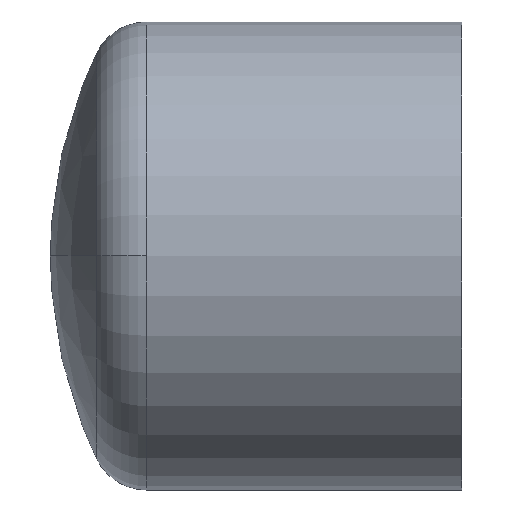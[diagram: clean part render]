
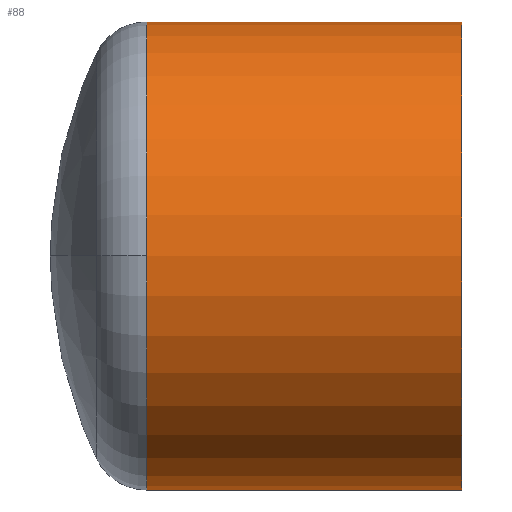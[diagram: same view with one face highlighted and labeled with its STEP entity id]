
A CAD part, top view. The second image highlights one B-rep face of the part: STEP entity #88.
In plain terms, the highlighted cylindrical face has radius 140 mm (diameter 280 mm), a partial arc.
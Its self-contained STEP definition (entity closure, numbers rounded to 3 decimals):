
#88 = ADVANCED_FACE( '', ( #225 ), #226, .T. );
#90 = EDGE_CURVE( '', #194, #94, #228, .T. );
#94 = VERTEX_POINT( '', #233 );
#102 = EDGE_CURVE( '', #132, #136, #242, .T. );
#112 = EDGE_CURVE( '', #116, #132, #253, .T. );
#116 = VERTEX_POINT( '', #258 );
#132 = VERTEX_POINT( '', #277 );
#136 = VERTEX_POINT( '', #281 );
#148 = EDGE_CURVE( '', #116, #194, #294, .T. );
#170 = EDGE_CURVE( '', #94, #136, #318, .T. );
#194 = VERTEX_POINT( '', #344 );
#225 = FACE_OUTER_BOUND( '', #366, .T. );
#226 = CYLINDRICAL_SURFACE( '', #367, 140. );
#228 = CIRCLE( '', #370, 140. );
#233 = CARTESIAN_POINT( '', ( 0., 140., 0. ) );
#242 = CIRCLE( '', #387, 140. );
#253 = CIRCLE( '', #402, 140. );
#258 = CARTESIAN_POINT( '', ( -188.495, -140., 0. ) );
#277 = CARTESIAN_POINT( '', ( -188.495, 0., 140. ) );
#281 = CARTESIAN_POINT( '', ( -188.495, 140., 0. ) );
#294 = LINE( '', #446, #447 );
#318 = LINE( '', #478, #479 );
#344 = CARTESIAN_POINT( '', ( 0., -140., 0. ) );
#366 = EDGE_LOOP( '', ( #538, #539, #540, #541, #542 ) );
#367 = AXIS2_PLACEMENT_3D( '', #543, #544, #545 );
#370 = AXIS2_PLACEMENT_3D( '', #546, #547, #548 );
#387 = AXIS2_PLACEMENT_3D( '', #572, #573, #574 );
#402 = AXIS2_PLACEMENT_3D( '', #590, #591, #592 );
#446 = CARTESIAN_POINT( '', ( -94.247, -140., 0. ) );
#447 = VECTOR( '', #636, 1. );
#478 = CARTESIAN_POINT( '', ( -94.247, 140., 0. ) );
#479 = VECTOR( '', #665, 1. );
#538 = ORIENTED_EDGE( '', *, *, #170, .T. );
#539 = ORIENTED_EDGE( '', *, *, #102, .F. );
#540 = ORIENTED_EDGE( '', *, *, #112, .F. );
#541 = ORIENTED_EDGE( '', *, *, #148, .T. );
#542 = ORIENTED_EDGE( '', *, *, #90, .T. );
#543 = CARTESIAN_POINT( '', ( -94.247, 0., 0. ) );
#544 = DIRECTION( '', ( 1., 0., 0. ) );
#545 = DIRECTION( '', ( 0., 1., 0. ) );
#546 = CARTESIAN_POINT( '', ( 0., 0., 0. ) );
#547 = DIRECTION( '', ( -1., 0., 0. ) );
#548 = DIRECTION( '', ( 0., 1., 0. ) );
#572 = CARTESIAN_POINT( '', ( -188.495, 0., 0. ) );
#573 = DIRECTION( '', ( -1., 0., 0. ) );
#574 = DIRECTION( '', ( 0., 1., 0. ) );
#590 = CARTESIAN_POINT( '', ( -188.495, 0., 0. ) );
#591 = DIRECTION( '', ( -1., 0., 0. ) );
#592 = DIRECTION( '', ( 0., 1., 0. ) );
#636 = DIRECTION( '', ( 1., 0., 0. ) );
#665 = DIRECTION( '', ( -1., 0., 0. ) );
